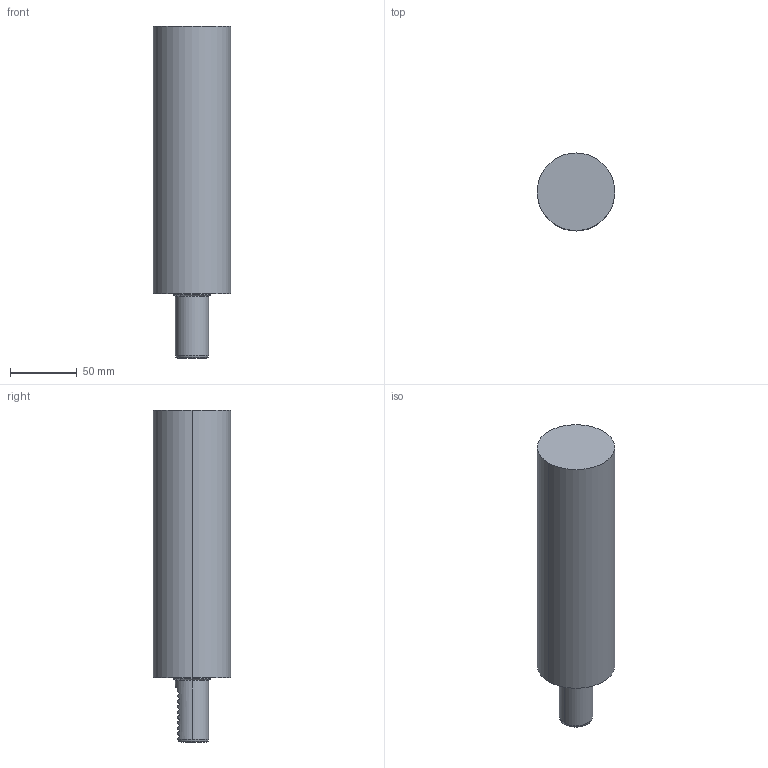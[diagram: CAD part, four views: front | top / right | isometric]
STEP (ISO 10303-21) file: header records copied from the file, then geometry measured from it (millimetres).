
FILE_DESCRIPTION (( 'STEP AP203' ), '1' );
FILE_NAME ('STEP.STEP', '2020-09-10T10:14:21', ( '' ), ( '' ), 'SwSTEP 2.0', 'SolidWorks 2017', '' );
FILE_SCHEMA (( 'CONFIG_CONTROL_DESIGN' ));
Length unit declared in the file: inch
Products named in the file (1): STEP
Bounding box: 58 x 58 x 248 mm (x, y, z)
Volume: 550075.3 mm3; surface area: 46556.1 mm2
Topology: 2 solids, 3 shells, 92 faces, 226 edges, 137 vertices
Faces by surface type: plane 37, cylinder 23, cone 19, torus 13
Entity records: 2868 total; most frequent: CARTESIAN_POINT 755, ORIENTED_EDGE 440, DIRECTION 416, EDGE_CURVE 220, AXIS2_PLACEMENT_3D 162, VERTEX_POINT 137, EDGE_LOOP 97, ADVANCED_FACE 92
